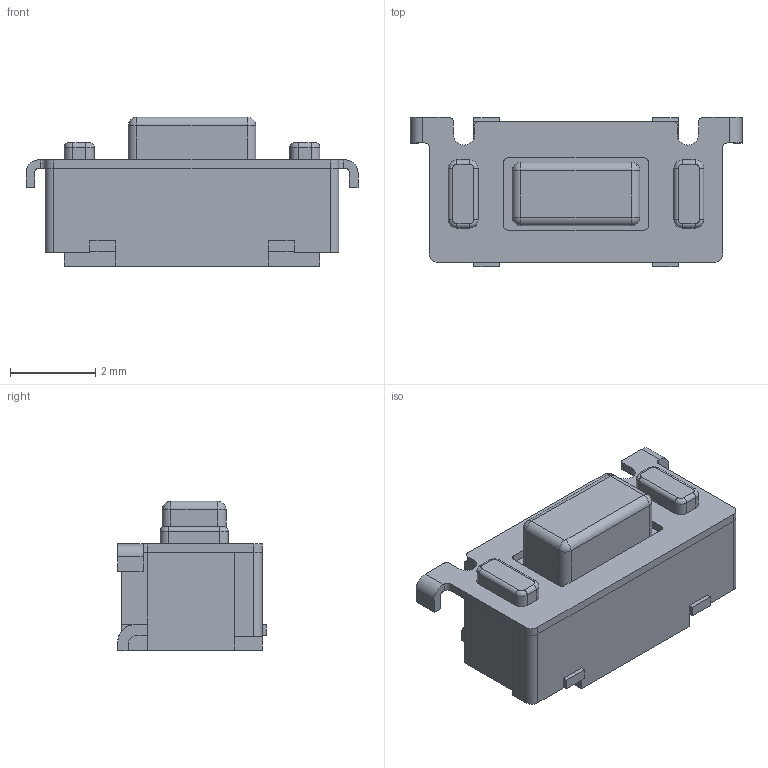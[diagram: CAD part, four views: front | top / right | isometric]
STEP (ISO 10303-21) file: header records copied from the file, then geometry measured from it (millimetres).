
FILE_DESCRIPTION(/* description */ (''),/* implementation_level */ '2;1');
FILE_NAME(/* name */ 'TL3330AFxxxQG.step',/* time_stamp */ '2020-11-30T01:17:24+01:00',/* author */ (''),/* organization */ (''),/* preprocessor_version */ 'ST-DEVELOPER v18.1',/* originating_system */ 'Autodesk Translation Framework v9.3.0.1241',/* authorisation */ '');
FILE_SCHEMA (('AUTOMOTIVE_DESIGN { 1 0 10303 214 3 1 1 }'));
Length unit declared in the file: inch
Products named in the file (1): (Unsaved)
Bounding box: 7.8 x 3.5 x 3.51 mm (x, y, z)
Volume: 41.6 mm3; surface area: 196.2 mm2
Topology: 3 solids, 3 shells, 270 faces, 688 edges, 434 vertices
Faces by surface type: plane 169, cylinder 77, sphere 16, bspline 8
Entity records: 8182 total; most frequent: CARTESIAN_POINT 1453, DIRECTION 1382, ORIENTED_EDGE 1368, EDGE_CURVE 684, LINE 512, VECTOR 512, AXIS2_PLACEMENT_3D 435, VERTEX_POINT 434
